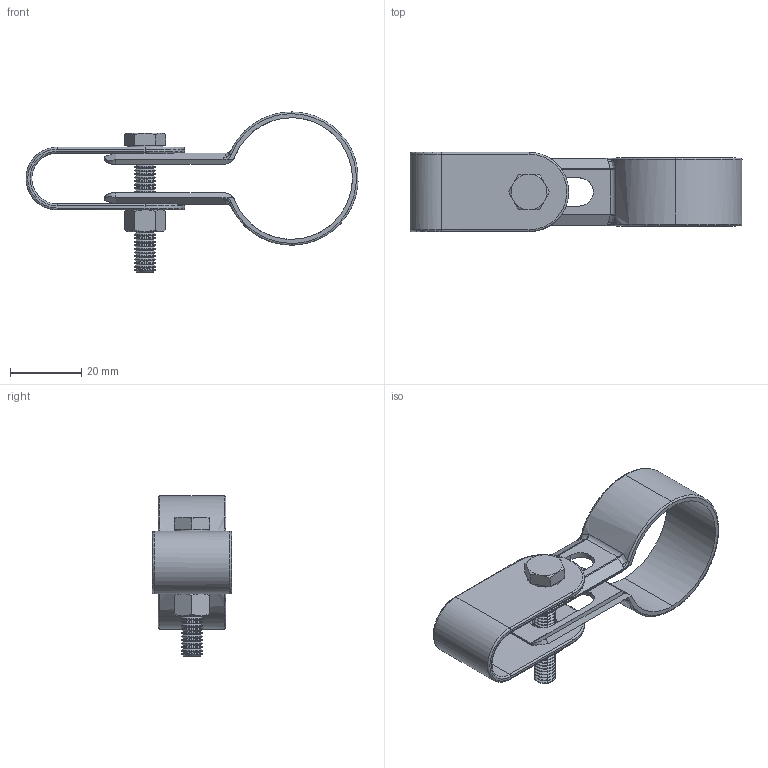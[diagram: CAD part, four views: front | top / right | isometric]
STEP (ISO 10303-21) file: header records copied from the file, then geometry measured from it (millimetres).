
FILE_DESCRIPTION (( 'STEP AP203' ), '1' );
FILE_NAME ('16170B.STEP', '2020-08-17T10:05:44', ( '' ), ( '' ), 'SwSTEP 2.0', 'SolidWorks 2018', '' );
FILE_SCHEMA (( 'CONFIG_CONTROL_DESIGN' ));
Length unit declared in the file: millimetre
Products named in the file (1): 16170B
Bounding box: 93.13 x 22.22 x 44.91 mm (x, y, z)
Surface area: 12450 mm2 (no closed solid volume)
Topology: 0 solids, 5 shells, 405 faces, 1040 edges, 636 vertices
Faces by surface type: bspline 405
Entity records: 16158 total; most frequent: CARTESIAN_POINT 10497, ORIENTED_EDGE 2052, EDGE_CURVE 1032, VERTEX_POINT 636, B_SPLINE_CURVE_WITH_KNOTS 553, EDGE_LOOP 416, FACE_OUTER_BOUND 405, ADVANCED_FACE 405
